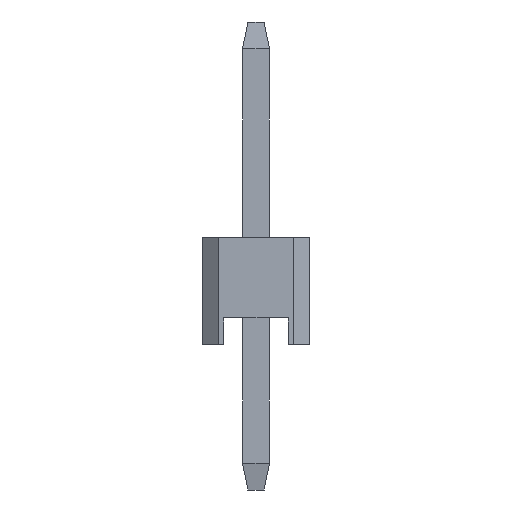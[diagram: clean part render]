
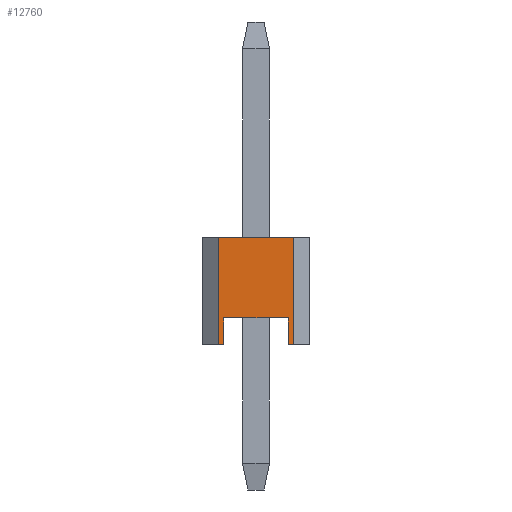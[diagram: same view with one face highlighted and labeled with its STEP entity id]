
A CAD part, left-side view. The second image highlights one B-rep face of the part: STEP entity #12760.
In plain terms, the highlighted planar face has unit normal (-1, 0, 0).
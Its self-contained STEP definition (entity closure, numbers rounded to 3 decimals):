
#926=ORIENTED_EDGE('',*,*,#2612,.F.);
#927=ORIENTED_EDGE('',*,*,#3240,.F.);
#928=ORIENTED_EDGE('',*,*,#3093,.T.);
#929=ORIENTED_EDGE('',*,*,#3140,.T.);
#930=ORIENTED_EDGE('',*,*,#2893,.F.);
#931=ORIENTED_EDGE('',*,*,#3098,.F.);
#932=ORIENTED_EDGE('',*,*,#2608,.F.);
#933=ORIENTED_EDGE('',*,*,#2616,.F.);
#2608=EDGE_CURVE('',#3900,#3901,#4708,.T.);
#2612=EDGE_CURVE('',#3904,#3905,#4712,.T.);
#2616=EDGE_CURVE('',#3905,#3900,#4716,.T.);
#2893=EDGE_CURVE('',#4145,#4146,#4993,.T.);
#3093=EDGE_CURVE('',#4304,#4307,#5193,.T.);
#3098=EDGE_CURVE('',#3901,#4145,#5198,.T.);
#3140=EDGE_CURVE('',#4307,#4146,#5240,.T.);
#3240=EDGE_CURVE('',#4304,#3904,#5340,.T.);
#3900=VERTEX_POINT('',#16045);
#3901=VERTEX_POINT('',#16046);
#3904=VERTEX_POINT('',#16054);
#3905=VERTEX_POINT('',#16055);
#4145=VERTEX_POINT('',#16635);
#4146=VERTEX_POINT('',#16637);
#4304=VERTEX_POINT('',#17051);
#4307=VERTEX_POINT('',#17056);
#4708=LINE('',#16044,#6000);
#4712=LINE('',#16053,#6004);
#4716=LINE('',#16062,#6008);
#4993=LINE('',#16636,#6285);
#5193=LINE('',#17057,#6485);
#5198=LINE('',#17065,#6490);
#5240=LINE('',#17109,#6532);
#5340=LINE('',#17290,#6632);
#6000=VECTOR('',#13698,1000.);
#6004=VECTOR('',#13704,1000.);
#6008=VECTOR('',#13710,1000.);
#6285=VECTOR('',#14105,1000.);
#6485=VECTOR('',#14423,1000.);
#6490=VECTOR('',#14434,1000.);
#6532=VECTOR('',#14480,1000.);
#6632=VECTOR('',#14582,1000.);
#7458=EDGE_LOOP('',(#926,#927,#928,#929,#930,#931,#932,#933));
#8024=FACE_BOUND('',#7458,.T.);
#8550=PLANE('',#13293);
#12760=ADVANCED_FACE('',(#8024),#8550,.T.);
#13293=AXIS2_PLACEMENT_3D('',#17289,#14580,#14581);
#13698=DIRECTION('',(0.,0.,-1.));
#13704=DIRECTION('',(0.,0.,1.));
#13710=DIRECTION('',(0.,1.,0.));
#14105=DIRECTION('',(0.,0.,1.));
#14423=DIRECTION('',(0.,0.,1.));
#14434=DIRECTION('',(0.,1.,0.));
#14480=DIRECTION('',(0.,1.,0.));
#14580=DIRECTION('',(-1.,0.,0.));
#14581=DIRECTION('',(0.,0.,1.));
#14582=DIRECTION('',(0.,1.,0.));
#16044=CARTESIAN_POINT('',(-20.,0.6,-1.));
#16045=CARTESIAN_POINT('',(-20.,0.6,-0.5));
#16046=CARTESIAN_POINT('',(-20.,0.6,-1.));
#16053=CARTESIAN_POINT('',(-20.,-0.6,-1.));
#16054=CARTESIAN_POINT('',(-20.,-0.6,-1.));
#16055=CARTESIAN_POINT('',(-20.,-0.6,-0.5));
#16062=CARTESIAN_POINT('',(-20.,-1.,-0.5));
#16635=CARTESIAN_POINT('',(-20.,0.7,-1.));
#16636=CARTESIAN_POINT('',(-20.,0.7,-39.349));
#16637=CARTESIAN_POINT('',(-20.,0.7,1.));
#17051=CARTESIAN_POINT('',(-20.,-0.7,-1.));
#17056=CARTESIAN_POINT('',(-20.,-0.7,1.));
#17057=CARTESIAN_POINT('',(-20.,-0.7,-39.349));
#17065=CARTESIAN_POINT('',(-20.,-1.,-1.));
#17109=CARTESIAN_POINT('',(-20.,-1.,1.));
#17289=CARTESIAN_POINT('',(-20.,-1.,-1.));
#17290=CARTESIAN_POINT('',(-20.,-1.,-1.));
